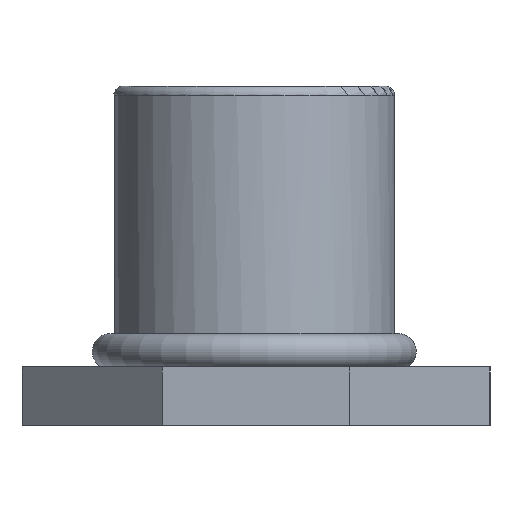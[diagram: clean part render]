
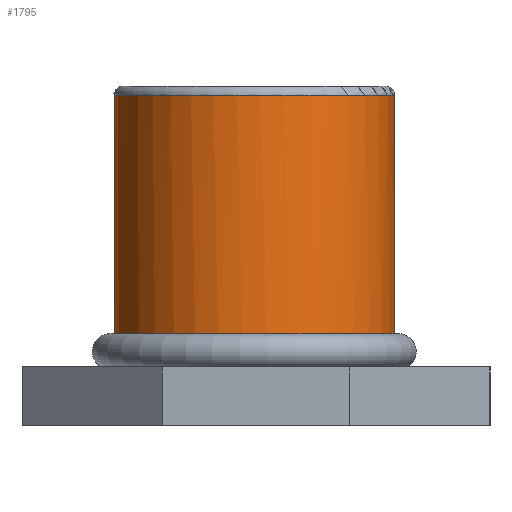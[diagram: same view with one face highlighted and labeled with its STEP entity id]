
A CAD part, left-side view. The second image highlights one B-rep face of the part: STEP entity #1795.
In plain terms, the highlighted cylindrical face has radius 3.81 mm (diameter 7.62 mm), a full revolution.
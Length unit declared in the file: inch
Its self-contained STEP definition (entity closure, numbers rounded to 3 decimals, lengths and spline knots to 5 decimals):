
#127=CYLINDRICAL_SURFACE('',#1978,0.15);
#265=FACE_BOUND('',#607,.T.);
#432=FACE_OUTER_BOUND('',#606,.T.);
#606=EDGE_LOOP('',(#1482));
#607=EDGE_LOOP('',(#1483));
#911=CIRCLE('',#1973,0.15);
#912=CIRCLE('',#1976,0.15);
#1081=VERTEX_POINT('',#2910);
#1082=VERTEX_POINT('',#2914);
#1265=EDGE_CURVE('',#1081,#1081,#911,.T.);
#1266=EDGE_CURVE('',#1082,#1082,#912,.T.);
#1482=ORIENTED_EDGE('',*,*,#1265,.T.);
#1483=ORIENTED_EDGE('',*,*,#1266,.F.);
#1795=ADVANCED_FACE('',(#432,#265),#127,.T.);
#1973=AXIS2_PLACEMENT_3D('',#2911,#2346,#2347);
#1976=AXIS2_PLACEMENT_3D('',#2915,#2352,#2353);
#1978=AXIS2_PLACEMENT_3D('',#2918,#2356,#2357);
#2346=DIRECTION('center_axis',(0.,0.,1.));
#2347=DIRECTION('ref_axis',(-1.,0.,0.));
#2352=DIRECTION('center_axis',(0.,0.,1.));
#2353=DIRECTION('ref_axis',(-1.,0.,0.));
#2356=DIRECTION('center_axis',(0.,0.,1.));
#2357=DIRECTION('ref_axis',(-1.,0.,0.));
#2910=CARTESIAN_POINT('',(-0.64393,0.10794,0.09854));
#2911=CARTESIAN_POINT('Origin',(-0.75,0.00187,0.09854));
#2914=CARTESIAN_POINT('',(-0.6,0.00187,0.35299));
#2915=CARTESIAN_POINT('Origin',(-0.75,0.00187,0.35299));
#2918=CARTESIAN_POINT('Origin',(-0.75,0.00187,0.06299));
